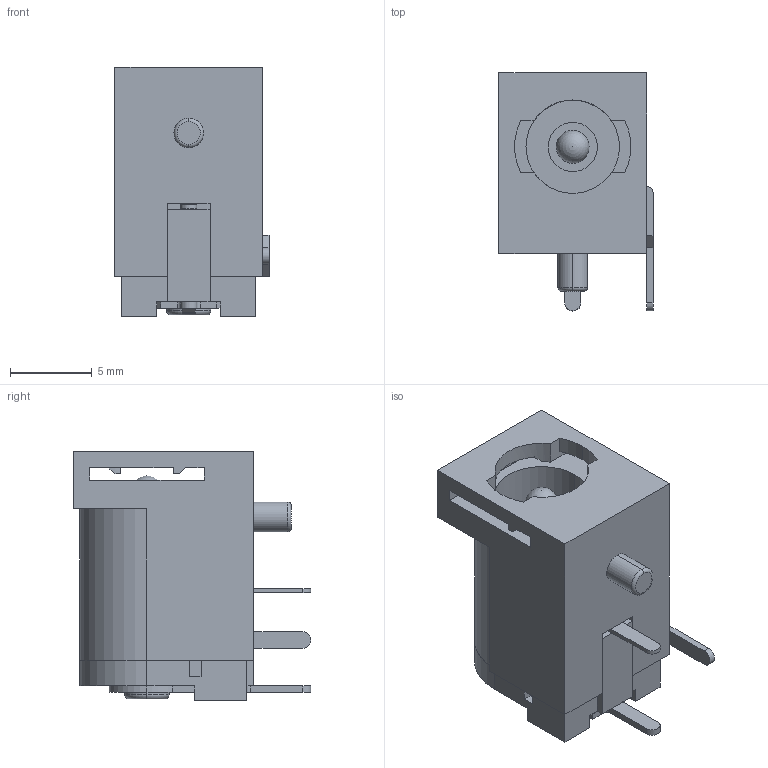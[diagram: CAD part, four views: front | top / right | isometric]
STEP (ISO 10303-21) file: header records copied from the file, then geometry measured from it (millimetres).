
FILE_DESCRIPTION (( 'STEP AP214' ), '1' );
FILE_NAME ('CUI_DEVICES_PJ-059A.step', '2019-10-20T23:30:07', ( '' ), ( '' ), 'SwSTEP 2.0', 'SolidWorks 2019', '' );
FILE_SCHEMA (( 'AUTOMOTIVE_DESIGN' ));
Length unit declared in the file: inch
Products named in the file (1): CUI_DEVICES_PJ-059A
Bounding box: 9.4 x 14.5 x 15.2 mm (x, y, z)
Volume: 1001.4 mm3; surface area: 1405.1 mm2
Topology: 5 solids, 5 shells, 130 faces, 335 edges, 221 vertices
Faces by surface type: plane 93, cylinder 30, torus 6, sphere 1
Entity records: 5588 total; most frequent: CARTESIAN_POINT 690, DIRECTION 667, ORIENTED_EDGE 666, EDGE_CURVE 333, LINE 257, VECTOR 257, VERTEX_POINT 220, AXIS2_PLACEMENT_3D 205
